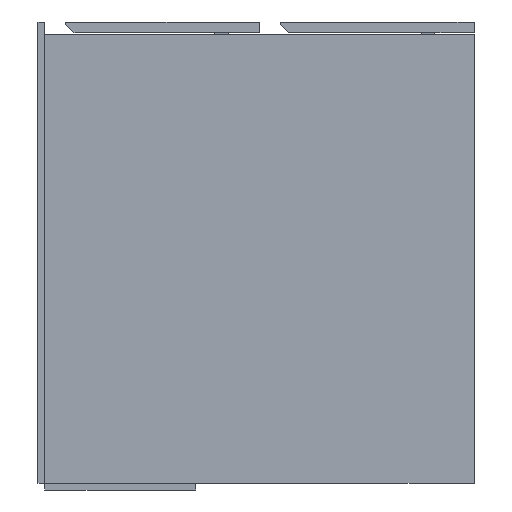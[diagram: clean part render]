
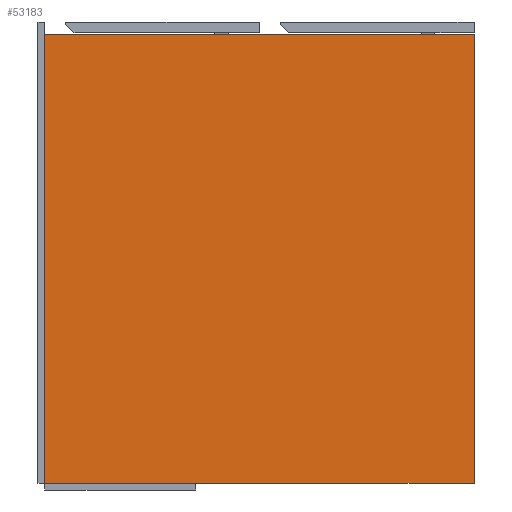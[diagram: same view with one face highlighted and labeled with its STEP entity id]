
A CAD part, left-side view. The second image highlights one B-rep face of the part: STEP entity #53183.
In plain terms, the highlighted planar face has unit normal (-1, 0, 0).
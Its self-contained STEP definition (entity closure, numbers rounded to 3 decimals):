
#9 = AXIS2_PLACEMENT_3D ( 'NONE', #4612, #23493, #42324 ) ;
#994 = ORIENTED_EDGE ( 'NONE', *, *, #20409, .F. ) ;
#1890 = EDGE_CURVE ( 'NONE', #42607, #58780, #53759, .T. ) ;
#2058 = VECTOR ( 'NONE', #9292, 1000. ) ;
#2320 = ORIENTED_EDGE ( 'NONE', *, *, #1890, .T. ) ;
#2620 = ORIENTED_EDGE ( 'NONE', *, *, #50160, .T. ) ;
#3535 = ORIENTED_EDGE ( 'NONE', *, *, #13619, .F. ) ;
#4612 = CARTESIAN_POINT ( 'NONE',  ( 2., 1047.337, -550. ) ) ;
#6981 = CARTESIAN_POINT ( 'NONE',  ( 2., 1047.337, -550. ) ) ;
#9292 = DIRECTION ( 'NONE',  ( 0., -1., 0. ) ) ;
#13619 = EDGE_CURVE ( 'NONE', #54146, #23607, #34204, .T. ) ;
#18776 = VECTOR ( 'NONE', #25874, 1000. ) ;
#20409 = EDGE_CURVE ( 'NONE', #23607, #58780, #32830, .T. ) ;
#21545 = CARTESIAN_POINT ( 'NONE',  ( 2., 512., -15. ) ) ;
#23493 = DIRECTION ( 'NONE',  ( 1., 0., 0. ) ) ;
#23607 = VERTEX_POINT ( 'NONE', #21545 ) ;
#25874 = DIRECTION ( 'NONE',  ( 0., -1., 0. ) ) ;
#28146 = FACE_OUTER_BOUND ( 'NONE', #34272, .T. ) ;
#30295 = CARTESIAN_POINT ( 'NONE',  ( 2., 512., -550. ) ) ;
#32830 = LINE ( 'NONE', #51645, #2058 ) ;
#34122 = DIRECTION ( 'NONE',  ( 0., 0., 1. ) ) ;
#34196 = CARTESIAN_POINT ( 'NONE',  ( 2., 512., -550. ) ) ;
#34204 = LINE ( 'NONE', #34196, #45613 ) ;
#34272 = EDGE_LOOP ( 'NONE', ( #3535, #2620, #2320, #994 ) ) ;
#37543 = CARTESIAN_POINT ( 'NONE',  ( 2., 0., -550. ) ) ;
#42324 = DIRECTION ( 'NONE',  ( 0., 0., -1. ) ) ;
#42607 = VERTEX_POINT ( 'NONE', #37543 ) ;
#45571 = VECTOR ( 'NONE', #53304, 1000. ) ;
#45613 = VECTOR ( 'NONE', #34122, 1000. ) ;
#46964 = PLANE ( 'NONE',  #9 ) ;
#49339 = LINE ( 'NONE', #6981, #18776 ) ;
#50160 = EDGE_CURVE ( 'NONE', #54146, #42607, #49339, .T. ) ;
#50828 = CARTESIAN_POINT ( 'NONE',  ( 2., 0., -15. ) ) ;
#51645 = CARTESIAN_POINT ( 'NONE',  ( 2., 1047.337, -15. ) ) ;
#53183 = ADVANCED_FACE ( 'NONE', ( #28146 ), #46964, .F. ) ;
#53304 = DIRECTION ( 'NONE',  ( 0., 0., 1. ) ) ;
#53615 = CARTESIAN_POINT ( 'NONE',  ( 2., 0., -550. ) ) ;
#53759 = LINE ( 'NONE', #53615, #45571 ) ;
#54146 = VERTEX_POINT ( 'NONE', #30295 ) ;
#58780 = VERTEX_POINT ( 'NONE', #50828 ) ;
